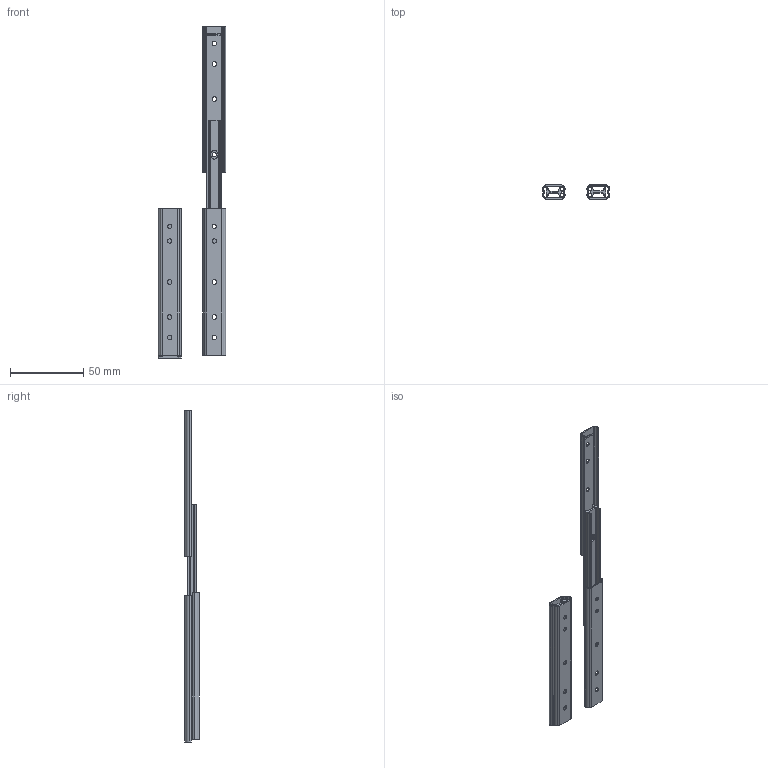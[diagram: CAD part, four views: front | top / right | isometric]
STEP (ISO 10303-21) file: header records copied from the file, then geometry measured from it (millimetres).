
FILE_DESCRIPTION (( 'STEP AP203' ), '1' );
FILE_NAME ('SCR3_15_100A.STEP', '2014-03-28T00:37:17', ( '' ), ( '' ), 'SwSTEP 2.0', 'SolidWorks 2013', '' );
FILE_SCHEMA (( 'CONFIG_CONTROL_DESIGN' ));
Length unit declared in the file: millimetre
Products named in the file (3): SCR3_15_100A_inner_SCR3-15-100; SCR3_15_100A; SCR3_15_100A_outer_SCR3-15-100_穴
Assembly tree (6 placements, depth 2):
  SCR3_15_100A
    SCR3_15_100A_outer_SCR3-15-100_穴  x4
    SCR3_15_100A_inner_SCR3-15-100  x2
Bounding box: 46 x 9.7 x 227 mm (x, y, z)
Volume: 11076.2 mm3; surface area: 25418.5 mm2
Topology: 6 solids, 6 shells, 448 faces, 1236 edges, 824 vertices
Faces by surface type: plane 284, cylinder 164
Entity records: 4835 total; most frequent: DIRECTION 780, CARTESIAN_POINT 775, ORIENTED_EDGE 756, EDGE_CURVE 378, LINE 266, VECTOR 266, AXIS2_PLACEMENT_3D 257, VERTEX_POINT 252
